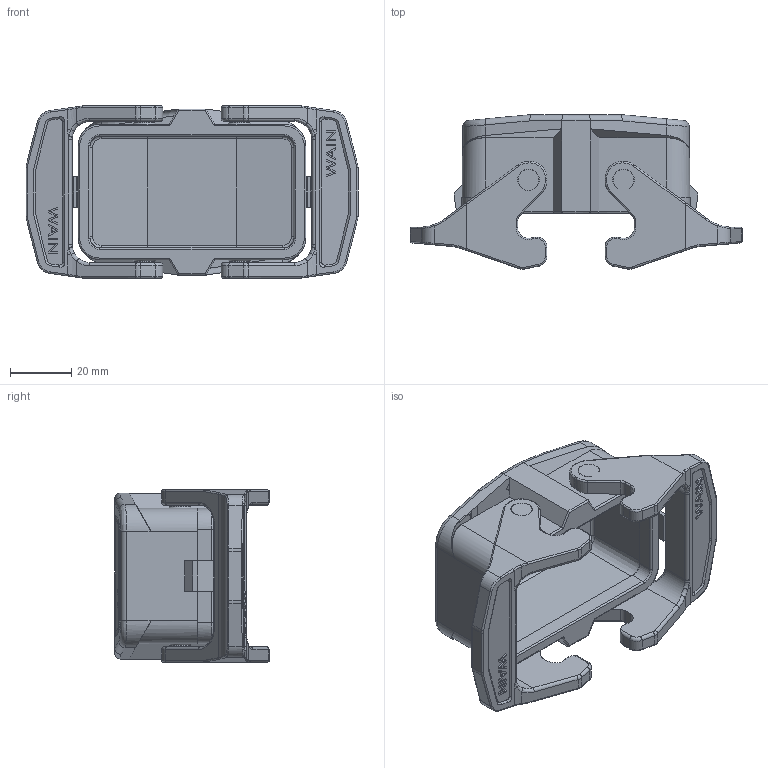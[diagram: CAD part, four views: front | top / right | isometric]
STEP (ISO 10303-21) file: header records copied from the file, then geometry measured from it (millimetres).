
FILE_DESCRIPTION((''),'2;1');
FILE_NAME('3D_1170100408001_H10B_P-CV-2L_1','2023-12-28T',('yp.zhu'),(''),'PRO/ENGINEER BY PARAMETRIC TECHNOLOGY CORPORATION, 2012480','PRO/ENGINEER BY PARAMETRIC TECHNOLOGY CORPORATION, 2012480','');
FILE_SCHEMA(('CONFIG_CONTROL_DESIGN'));
Length unit declared in the file: millimetre
Products named in the file (1): 3D_1170100408001_H10B_P-CV-2L_1
Bounding box: 108 x 50.21 x 56 mm (x, y, z)
Volume: 60421.9 mm3; surface area: 35415.2 mm2
Topology: 1 solids, 5 shells, 837 faces, 2138 edges, 1332 vertices
Faces by surface type: plane 365, cylinder 260, bspline 72, torus 72, extrusion 40, cone 20, sphere 8
Entity records: 28291 total; most frequent: CARTESIAN_POINT 8606, ORIENTED_EDGE 4260, DIRECTION 3796, EDGE_CURVE 2130, VERTEX_POINT 1332, VECTOR 1294, LINE 1254, AXIS2_PLACEMENT_3D 1251
